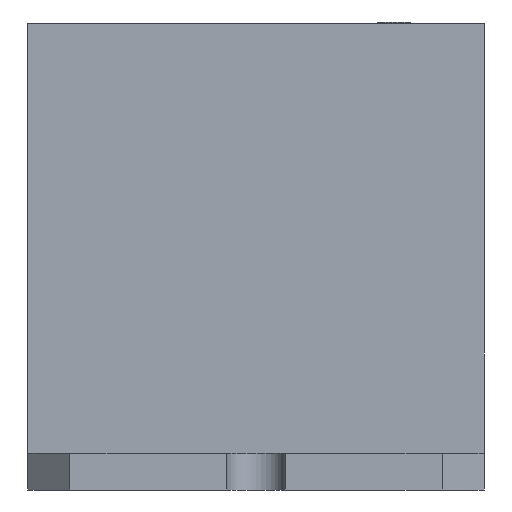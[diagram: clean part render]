
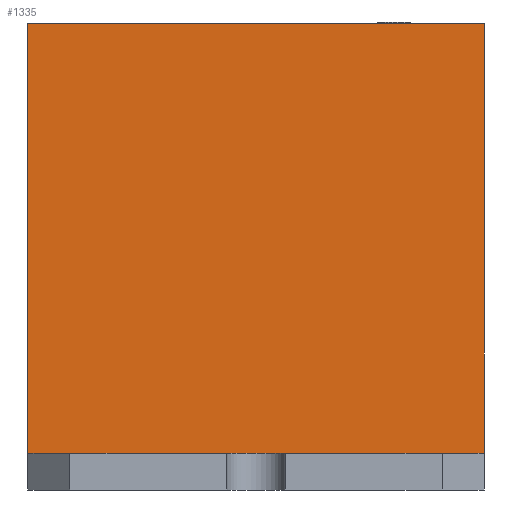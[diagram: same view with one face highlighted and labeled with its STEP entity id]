
A CAD part, left-side view. The second image highlights one B-rep face of the part: STEP entity #1335.
In plain terms, the highlighted planar face has unit normal (-1, 0, 0).
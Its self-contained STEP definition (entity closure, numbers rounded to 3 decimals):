
#1335=ADVANCED_FACE('',(#2973),#2975,.T.);
#2973=FACE_BOUND('',#2974,.T.);
#2974=EDGE_LOOP('',(#4406,#4407,#4408,#4409));
#2975=PLANE('',#2976);
#2976=AXIS2_PLACEMENT_3D('',#2977,#2978,#2979);
#2977=CARTESIAN_POINT('',(-41.1,27.2,0.));
#2978=DIRECTION('',(-1.,0.,0.));
#2979=DIRECTION('',(0.,-1.,0.));
#4406=ORIENTED_EDGE('',*,*,#5279,.T.);
#4407=ORIENTED_EDGE('',*,*,#5280,.T.);
#4408=ORIENTED_EDGE('',*,*,#4860,.F.);
#4409=ORIENTED_EDGE('',*,*,#5278,.F.);
#4860=EDGE_CURVE('',#5458,#5460,#5461,.T.);
#5278=EDGE_CURVE('',#6155,#5458,#6157,.T.);
#5279=EDGE_CURVE('',#6155,#6158,#6159,.T.);
#5280=EDGE_CURVE('',#6158,#5460,#6160,.T.);
#5458=VERTEX_POINT('',#6463);
#5460=VERTEX_POINT('',#6467);
#5461=LINE('',#6468,#6469);
#6155=VERTEX_POINT('',#7996);
#6157=LINE('',#8000,#8001);
#6158=VERTEX_POINT('',#8003);
#6159=LINE('',#8004,#8005);
#6160=LINE('',#8007,#8008);
#6463=CARTESIAN_POINT('',(-41.1,27.2,27.8));
#6467=CARTESIAN_POINT('',(-41.1,0.,27.8));
#6468=CARTESIAN_POINT('',(-41.1,27.2,27.8));
#6469=VECTOR('',#6470,1.);
#6470=DIRECTION('',(0.,-1.,0.));
#7996=CARTESIAN_POINT('',(-41.1,27.2,2.2));
#8000=CARTESIAN_POINT('',(-41.1,27.2,2.2));
#8001=VECTOR('',#8002,1.);
#8002=DIRECTION('',(0.,0.,1.));
#8003=CARTESIAN_POINT('',(-41.1,0.,2.2));
#8004=CARTESIAN_POINT('',(-41.1,27.2,2.2));
#8005=VECTOR('',#8006,1.);
#8006=DIRECTION('',(0.,-1.,0.));
#8007=CARTESIAN_POINT('',(-41.1,0.,2.2));
#8008=VECTOR('',#8009,1.);
#8009=DIRECTION('',(0.,0.,1.));
